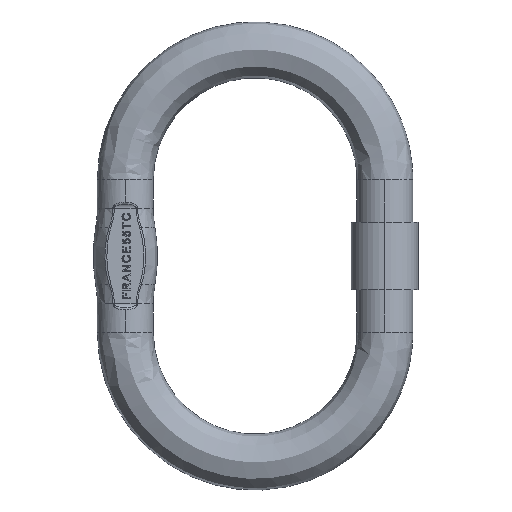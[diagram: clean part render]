
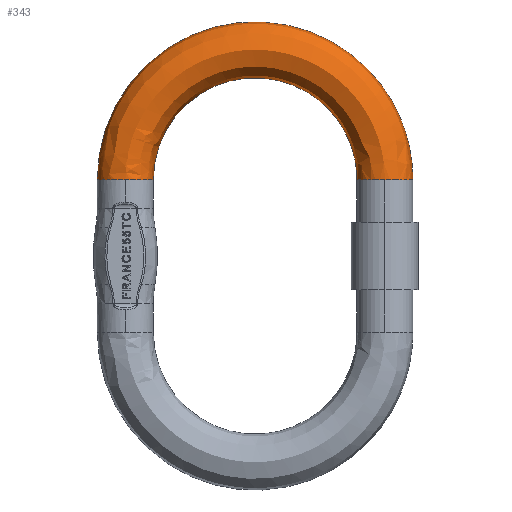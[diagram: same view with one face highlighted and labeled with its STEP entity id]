
A CAD part, top view. The second image highlights one B-rep face of the part: STEP entity #343.
In plain terms, the highlighted free-form (B-spline) face has degree [3, 3] with [7, 4] control points.
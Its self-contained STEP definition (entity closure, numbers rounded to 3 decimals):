
#343=ADVANCED_FACE('NONE',(#994),#995,.T.);
#994=FACE_OUTER_BOUND('',#2057,.T.);
#995=(B_SPLINE_SURFACE(3,3,((#2059,#2060,#2061,#2062),(#2063,#2064,#2065,#2066),(#2067,#2068,#2069,#2070),(#2071,#2072,#2073,#2074),(#2075,#2076,#2077,#2078),(#2079,#2080,#2081,#2082),(#2083,#2084,#2085,#2086)),.UNSPECIFIED.,.T.,.F.,.F.)B_SPLINE_SURFACE_WITH_KNOTS((4,3,4),(4,4),(0.0,0.5,1.0),(0.0,1.0),.UNSPECIFIED.)RATIONAL_B_SPLINE_SURFACE(((1.0,0.333,0.333,1.0),(0.333,0.111,0.111,0.333),(0.333,0.111,0.111,0.333),(1.0,0.333,0.333,1.0),(0.333,0.111,0.111,0.333),(0.333,0.111,0.111,0.333),(1.0,0.333,0.333,1.0)))BOUNDED_SURFACE()REPRESENTATION_ITEM('')GEOMETRIC_REPRESENTATION_ITEM()SURFACE());
#2057=EDGE_LOOP('',(#7356,#7357,#7358,#7359,#7360,#7361));
#2059=CARTESIAN_POINT('',(155.0,75.0,0.0));
#2060=CARTESIAN_POINT('',(155.0,385.,0.0));
#2061=CARTESIAN_POINT('',(-155.,385.,0.0));
#2062=CARTESIAN_POINT('',(-155.0,75.,0.0));
#2063=CARTESIAN_POINT('',(155.0,75.,-55.0));
#2064=CARTESIAN_POINT('',(155.0,385.,-55.0));
#2065=CARTESIAN_POINT('',(-155.,385.,-55.0));
#2066=CARTESIAN_POINT('',(-155.0,75.,-55.0));
#2067=CARTESIAN_POINT('',(100.0,75.,-55.0));
#2068=CARTESIAN_POINT('',(100.0,275.,-55.0));
#2069=CARTESIAN_POINT('',(-100.,275.,-55.0));
#2070=CARTESIAN_POINT('',(-100.0,75.,-55.0));
#2071=CARTESIAN_POINT('',(100.0,75.0,0.));
#2072=CARTESIAN_POINT('',(100.0,275.,0.));
#2073=CARTESIAN_POINT('',(-100.,275.,0.));
#2074=CARTESIAN_POINT('',(-100.0,75.,0.));
#2075=CARTESIAN_POINT('',(100.0,75.,55.0));
#2076=CARTESIAN_POINT('',(100.0,275.,55.0));
#2077=CARTESIAN_POINT('',(-100.,275.,55.0));
#2078=CARTESIAN_POINT('',(-100.0,75.,55.0));
#2079=CARTESIAN_POINT('',(155.0,75.,55.0));
#2080=CARTESIAN_POINT('',(155.0,385.,55.0));
#2081=CARTESIAN_POINT('',(-155.,385.,55.0));
#2082=CARTESIAN_POINT('',(-155.0,75.,55.0));
#2083=CARTESIAN_POINT('',(155.0,75.0,0.0));
#2084=CARTESIAN_POINT('',(155.0,385.,0.0));
#2085=CARTESIAN_POINT('',(-155.,385.,0.0));
#2086=CARTESIAN_POINT('',(-155.0,75.,0.0));
#7356=ORIENTED_EDGE('',*,*,#9935,.F.);
#7357=ORIENTED_EDGE('',*,*,#9936,.F.);
#7358=ORIENTED_EDGE('',*,*,#9937,.F.);
#7359=ORIENTED_EDGE('',*,*,#9938,.T.);
#7360=ORIENTED_EDGE('',*,*,#9939,.F.);
#7361=ORIENTED_EDGE('',*,*,#9940,.F.);
#9935=EDGE_CURVE('',#11090,#11091,#11092,.T.);
#9936=EDGE_CURVE('NONE',#11093,#11090,#11094,.T.);
#9937=EDGE_CURVE('NONE',#11095,#11093,#11096,.T.);
#9938=EDGE_CURVE('',#11095,#11097,#11098,.T.);
#9939=EDGE_CURVE('NONE',#11099,#11097,#11100,.T.);
#9940=EDGE_CURVE('NONE',#11091,#11099,#11101,.T.);
#11090=VERTEX_POINT('',#12831);
#11091=VERTEX_POINT('',#12832);
#11092=(B_SPLINE_CURVE(3,(#12834,#12835,#12836,#12837),.UNSPECIFIED.,.F.,.F.)B_SPLINE_CURVE_WITH_KNOTS((4,4),(-1.0,-0.0),.UNSPECIFIED.)RATIONAL_B_SPLINE_CURVE((1.0,0.333,0.333,1.0))BOUNDED_CURVE()REPRESENTATION_ITEM('')GEOMETRIC_REPRESENTATION_ITEM()CURVE());
#11093=VERTEX_POINT('NONE',#12844);
#11094=CIRCLE('',#12845,27.5);
#11095=VERTEX_POINT('',#12846);
#11096=CIRCLE('',#12847,27.5);
#11097=VERTEX_POINT('',#12848);
#11098=(B_SPLINE_CURVE(3,(#12850,#12851,#12852,#12853),.UNSPECIFIED.,.F.,.F.)B_SPLINE_CURVE_WITH_KNOTS((4,4),(-1.0,-0.0),.UNSPECIFIED.)RATIONAL_B_SPLINE_CURVE((1.0,0.333,0.333,1.0))BOUNDED_CURVE()REPRESENTATION_ITEM('')GEOMETRIC_REPRESENTATION_ITEM()CURVE());
#11099=VERTEX_POINT('',#12860);
#11100=CIRCLE('',#12861,27.5);
#11101=CIRCLE('',#12862,27.5);
#12831=CARTESIAN_POINT('',(-155.0,75.,0.0));
#12832=CARTESIAN_POINT('',(155.0,75.0,0.0));
#12834=CARTESIAN_POINT('',(-155.0,75.,0.0));
#12835=CARTESIAN_POINT('',(-155.,385.,0.0));
#12836=CARTESIAN_POINT('',(155.0,385.,0.0));
#12837=CARTESIAN_POINT('',(155.0,75.0,0.0));
#12844=CARTESIAN_POINT('',(-127.5,75.,27.5));
#12845=AXIS2_PLACEMENT_3D('',#19640,#19641,#19642);
#12846=CARTESIAN_POINT('',(-100.0,75.,0.));
#12847=AXIS2_PLACEMENT_3D('',#19643,#19644,#19645);
#12848=CARTESIAN_POINT('',(100.0,75.0,0.));
#12850=CARTESIAN_POINT('',(-100.0,75.,0.));
#12851=CARTESIAN_POINT('',(-100.,275.,0.));
#12852=CARTESIAN_POINT('',(100.0,275.,0.));
#12853=CARTESIAN_POINT('',(100.0,75.0,0.));
#12860=CARTESIAN_POINT('',(127.5,75.0,27.5));
#12861=AXIS2_PLACEMENT_3D('',#19646,#19647,#19648);
#12862=AXIS2_PLACEMENT_3D('',#19649,#19650,#19651);
#19640=CARTESIAN_POINT('',(-127.5,75.,0.0));
#19641=DIRECTION('',(0.0,-1.0,0.0));
#19642=DIRECTION('',(0.0,0.0,1.0));
#19643=CARTESIAN_POINT('',(-127.5,75.,0.0));
#19644=DIRECTION('',(0.0,-1.0,0.0));
#19645=DIRECTION('',(0.0,0.0,1.0));
#19646=CARTESIAN_POINT('',(127.5,75.0,0.0));
#19647=DIRECTION('',(0.0,-1.0,0.0));
#19648=DIRECTION('',(0.0,0.0,-1.0));
#19649=CARTESIAN_POINT('',(127.5,75.0,0.0));
#19650=DIRECTION('',(0.0,-1.0,0.0));
#19651=DIRECTION('',(0.0,0.0,-1.0));
